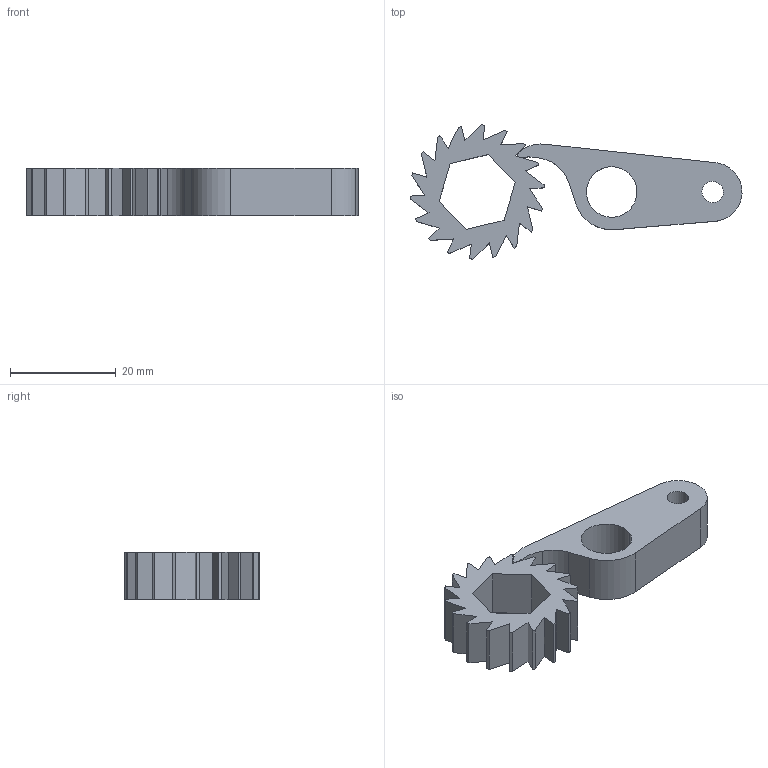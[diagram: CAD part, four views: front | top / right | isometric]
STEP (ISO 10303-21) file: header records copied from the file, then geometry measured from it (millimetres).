
FILE_DESCRIPTION (( 'STEP AP214' ), '1' );
FILE_NAME ('WCP-0405.step', '2021-06-03T10:23:34', ( '' ), ( '' ), 'SwSTEP 2.0', 'SolidWorks 2020', '' );
FILE_SCHEMA (( 'AUTOMOTIVE_DESIGN' ));
Length unit declared in the file: inch
Products named in the file (3): WCP-0405-002 Rev1; WCP-0405; WCP-0405-001 Rev1
Assembly tree (2 placements, depth 2):
  WCP-0405
    WCP-0405-001 Rev1
    WCP-0405-002 Rev1
Bounding box: 62.67 x 25.34 x 9 mm (x, y, z)
Volume: 5472.8 mm3; surface area: 4150.6 mm2
Topology: 2 solids, 2 shells, 79 faces, 225 edges, 150 vertices
Faces by surface type: plane 51, cylinder 28
Entity records: 2737 total; most frequent: CARTESIAN_POINT 459, ORIENTED_EDGE 450, DIRECTION 449, EDGE_CURVE 225, LINE 169, VECTOR 169, VERTEX_POINT 150, AXIS2_PLACEMENT_3D 140
